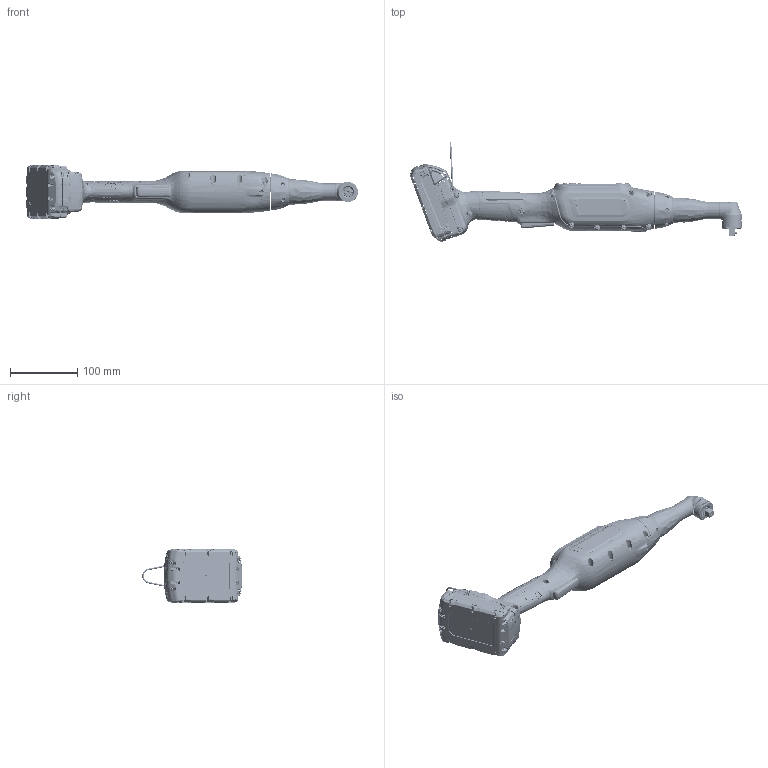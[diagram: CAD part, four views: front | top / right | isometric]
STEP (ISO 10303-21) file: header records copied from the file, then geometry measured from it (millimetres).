
FILE_DESCRIPTION((''),'2;1');
FILE_NAME('CCBAW153_SW0001','2018-12-21T',('BD9DD'),(''),'CREO PARAMETRIC BY PTC INC, 2016130','CREO PARAMETRIC BY PTC INC, 2016130','');
FILE_SCHEMA(('CONFIG_CONTROL_DESIGN'));
Products named in the file (1): CCBAW153_SW0001
Bounding box: 493.67 x 148.07 x 79.79 mm (x, y, z)
Surface area: 251503.5 mm2 (no closed solid volume)
Topology: 0 solids, 399 shells, 7768 faces, 27527 edges, 19462 vertices
Faces by surface type: bspline 2824, plane 2050, cylinder 1712, cone 469, torus 328, extrusion 201, sphere 184
Entity records: 465368 total; most frequent: CARTESIAN_POINT 269735, ORIENTED_EDGE 41820, DIRECTION 29734, EDGE_CURVE 27467, VERTEX_POINT 19457, B_SPLINE_CURVE_WITH_KNOTS 12987, AXIS2_PLACEMENT_3D 10110, VECTOR 9514
